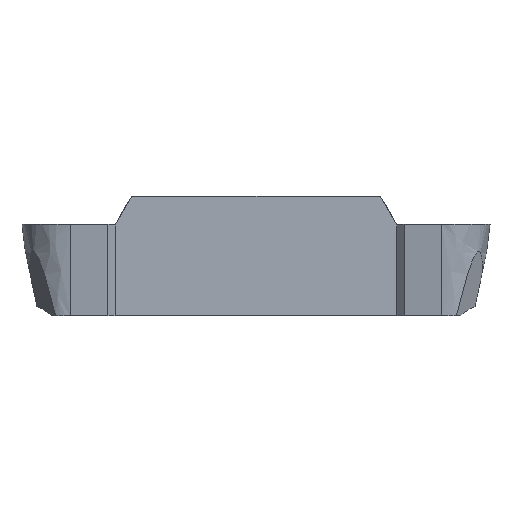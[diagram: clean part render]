
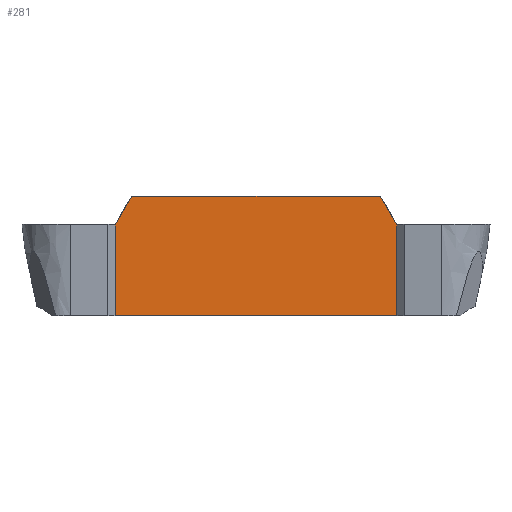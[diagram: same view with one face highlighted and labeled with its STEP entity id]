
A CAD part, left-side view. The second image highlights one B-rep face of the part: STEP entity #281.
In plain terms, the highlighted planar face has unit normal (-1, 0, 0).
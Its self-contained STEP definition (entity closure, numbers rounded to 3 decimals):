
#190=AXIS2_PLACEMENT_3D('Plane Axis2P3D',#187,#188,#189) ;
#165=CARTESIAN_POINT('Vertex',(-2.,19.144,1.5)) ;
#168=CARTESIAN_POINT('Line Origine',(-2.,12.5,1.5)) ;
#172=CARTESIAN_POINT('Vertex',(-2.,5.856,1.5)) ;
#187=CARTESIAN_POINT('Axis2P3D Location',(-2.,0.,0.)) ;
#192=CARTESIAN_POINT('Line Origine',(-2.,5.,-0.011)) ;
#196=CARTESIAN_POINT('Vertex',(-2.,5.,-0.022)) ;
#198=CARTESIAN_POINT('Vertex',(-2.,5.,0.)) ;
#201=CARTESIAN_POINT('Line Origine',(-2.,4.995,0.)) ;
#205=CARTESIAN_POINT('Vertex',(-2.,4.99,0.)) ;
#208=CARTESIAN_POINT('Line Origine',(-2.,5.423,0.75)) ;
#213=CARTESIAN_POINT('Line Origine',(-2.,19.577,0.75)) ;
#217=CARTESIAN_POINT('Vertex',(-2.,20.01,0.)) ;
#220=CARTESIAN_POINT('Line Origine',(-2.,20.005,0.)) ;
#224=CARTESIAN_POINT('Vertex',(-2.,20.,0.)) ;
#227=CARTESIAN_POINT('Line Origine',(-2.,20.,-0.011)) ;
#231=CARTESIAN_POINT('Vertex',(-2.,20.,-0.022)) ;
#234=CARTESIAN_POINT('Line Origine',(-2.,20.005,-0.063)) ;
#238=CARTESIAN_POINT('Vertex',(-2.,20.01,-0.104)) ;
#241=CARTESIAN_POINT('Line Origine',(-2.,20.01,-2.502)) ;
#245=CARTESIAN_POINT('Vertex',(-2.,20.01,-4.9)) ;
#248=CARTESIAN_POINT('Line Origine',(-2.,12.5,-4.9)) ;
#252=CARTESIAN_POINT('Vertex',(-2.,4.99,-4.9)) ;
#255=CARTESIAN_POINT('Line Origine',(-2.,4.99,-2.502)) ;
#259=CARTESIAN_POINT('Vertex',(-2.,4.99,-0.104)) ;
#262=CARTESIAN_POINT('Line Origine',(-2.,4.995,-0.063)) ;
#169=DIRECTION('Vector Direction',(0.,1.,0.)) ;
#188=DIRECTION('Axis2P3D Direction',(1.,0.,0.)) ;
#189=DIRECTION('Axis2P3D XDirection',(0.,1.,0.)) ;
#193=DIRECTION('Vector Direction',(0.,0.,1.)) ;
#202=DIRECTION('Vector Direction',(0.,1.,0.)) ;
#209=DIRECTION('Vector Direction',(0.,0.5,0.866)) ;
#214=DIRECTION('Vector Direction',(0.,-0.5,0.866)) ;
#221=DIRECTION('Vector Direction',(0.,1.,0.)) ;
#228=DIRECTION('Vector Direction',(0.,0.,1.)) ;
#235=DIRECTION('Vector Direction',(0.,-0.121,0.993)) ;
#242=DIRECTION('Vector Direction',(0.,0.,-1.)) ;
#249=DIRECTION('Vector Direction',(0.,1.,0.)) ;
#256=DIRECTION('Vector Direction',(0.,0.,-1.)) ;
#263=DIRECTION('Vector Direction',(0.,0.121,0.993)) ;
#170=VECTOR('Line Direction',#169,1.) ;
#194=VECTOR('Line Direction',#193,1.) ;
#203=VECTOR('Line Direction',#202,1.) ;
#210=VECTOR('Line Direction',#209,1.) ;
#215=VECTOR('Line Direction',#214,1.) ;
#222=VECTOR('Line Direction',#221,1.) ;
#229=VECTOR('Line Direction',#228,1.) ;
#236=VECTOR('Line Direction',#235,1.) ;
#243=VECTOR('Line Direction',#242,1.) ;
#250=VECTOR('Line Direction',#249,1.) ;
#257=VECTOR('Line Direction',#256,1.) ;
#264=VECTOR('Line Direction',#263,1.) ;
#268=ORIENTED_EDGE('',*,*,#200,.T.) ;
#269=ORIENTED_EDGE('',*,*,#207,.F.) ;
#270=ORIENTED_EDGE('',*,*,#212,.F.) ;
#271=ORIENTED_EDGE('',*,*,#174,.T.) ;
#272=ORIENTED_EDGE('',*,*,#219,.T.) ;
#273=ORIENTED_EDGE('',*,*,#226,.T.) ;
#274=ORIENTED_EDGE('',*,*,#233,.F.) ;
#275=ORIENTED_EDGE('',*,*,#240,.T.) ;
#276=ORIENTED_EDGE('',*,*,#247,.T.) ;
#277=ORIENTED_EDGE('',*,*,#254,.T.) ;
#278=ORIENTED_EDGE('',*,*,#261,.F.) ;
#279=ORIENTED_EDGE('',*,*,#266,.F.) ;
#281=ADVANCED_FACE('CUT',(#280),#191,.F.) ;
#174=EDGE_CURVE('',#173,#166,#171,.T.) ;
#200=EDGE_CURVE('',#197,#199,#195,.T.) ;
#207=EDGE_CURVE('',#206,#199,#204,.T.) ;
#212=EDGE_CURVE('',#173,#206,#211,.F.) ;
#219=EDGE_CURVE('',#166,#218,#216,.F.) ;
#226=EDGE_CURVE('',#218,#225,#223,.F.) ;
#233=EDGE_CURVE('',#232,#225,#230,.T.) ;
#240=EDGE_CURVE('',#232,#239,#237,.F.) ;
#247=EDGE_CURVE('',#239,#246,#244,.T.) ;
#254=EDGE_CURVE('',#246,#253,#251,.F.) ;
#261=EDGE_CURVE('',#260,#253,#258,.T.) ;
#266=EDGE_CURVE('',#197,#260,#265,.F.) ;
#267=EDGE_LOOP('',(#268,#269,#270,#271,#272,#273,#274,#275,#276,#277,#278,#279)) ;
#280=FACE_OUTER_BOUND('',#267,.T.) ;
#171=LINE('Line',#168,#170) ;
#195=LINE('Line',#192,#194) ;
#204=LINE('Line',#201,#203) ;
#211=LINE('Line',#208,#210) ;
#216=LINE('Line',#213,#215) ;
#223=LINE('Line',#220,#222) ;
#230=LINE('Line',#227,#229) ;
#237=LINE('Line',#234,#236) ;
#244=LINE('Line',#241,#243) ;
#251=LINE('Line',#248,#250) ;
#258=LINE('Line',#255,#257) ;
#265=LINE('Line',#262,#264) ;
#191=PLANE('',#190) ;
#166=VERTEX_POINT('',#165) ;
#173=VERTEX_POINT('',#172) ;
#197=VERTEX_POINT('',#196) ;
#199=VERTEX_POINT('',#198) ;
#206=VERTEX_POINT('',#205) ;
#218=VERTEX_POINT('',#217) ;
#225=VERTEX_POINT('',#224) ;
#232=VERTEX_POINT('',#231) ;
#239=VERTEX_POINT('',#238) ;
#246=VERTEX_POINT('',#245) ;
#253=VERTEX_POINT('',#252) ;
#260=VERTEX_POINT('',#259) ;
